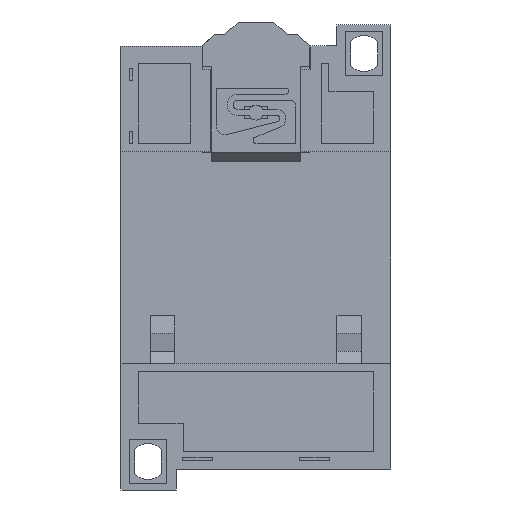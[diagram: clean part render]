
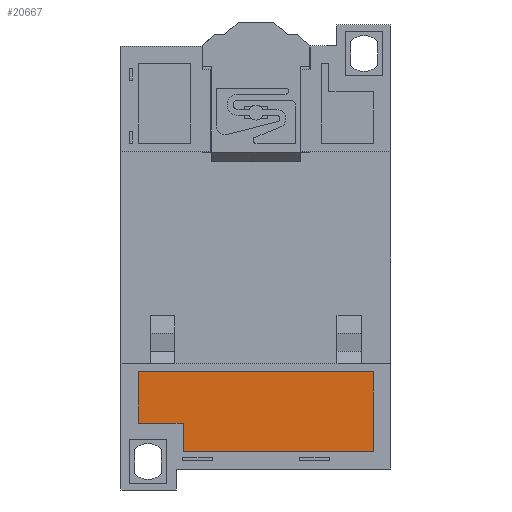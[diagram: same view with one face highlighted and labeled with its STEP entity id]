
A CAD part, front view. The second image highlights one B-rep face of the part: STEP entity #20667.
In plain terms, the highlighted planar face has unit normal (0, 1, 0).
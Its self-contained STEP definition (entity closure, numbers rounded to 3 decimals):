
#367 = ORIENTED_EDGE ( 'NONE', *, *, #8060, .F. ) ;
#613 = ORIENTED_EDGE ( 'NONE', *, *, #7578, .F. ) ;
#955 = VECTOR ( 'NONE', #19050, 1000. ) ;
#1014 = VERTEX_POINT ( 'NONE', #18522 ) ;
#2733 = CARTESIAN_POINT ( 'NONE',  ( -15.875, 3.4, -27.6 ) ) ;
#3250 = FACE_OUTER_BOUND ( 'NONE', #7586, .T. ) ;
#3711 = LINE ( 'NONE', #6338, #26310 ) ;
#3744 = AXIS2_PLACEMENT_3D ( 'NONE', #5876, #21240, #8055 ) ;
#4047 = DIRECTION ( 'NONE',  ( 0., 0., 1. ) ) ;
#4218 = LINE ( 'NONE', #12494, #15139 ) ;
#4739 = VERTEX_POINT ( 'NONE', #4773 ) ;
#4773 = CARTESIAN_POINT ( 'NONE',  ( 19.6, 3.4, -32.35 ) ) ;
#4833 = VECTOR ( 'NONE', #25749, 1000. ) ;
#4978 = CARTESIAN_POINT ( 'NONE',  ( -12.15, 3.4, -32.35 ) ) ;
#5876 = CARTESIAN_POINT ( 'NONE',  ( -19.6, 3.4, -32.35 ) ) ;
#6338 = CARTESIAN_POINT ( 'NONE',  ( 3.725, 3.4, -32.35 ) ) ;
#7248 = EDGE_CURVE ( 'NONE', #14088, #7517, #17607, .T. ) ;
#7517 = VERTEX_POINT ( 'NONE', #25458 ) ;
#7578 = EDGE_CURVE ( 'NONE', #7517, #12246, #4218, .T. ) ;
#7586 = EDGE_LOOP ( 'NONE', ( #13940, #19220, #613, #7608, #14398, #367 ) ) ;
#7608 = ORIENTED_EDGE ( 'NONE', *, *, #7248, .F. ) ;
#7797 = CARTESIAN_POINT ( 'NONE',  ( -19.6, 3.4, -19.05 ) ) ;
#8055 = DIRECTION ( 'NONE',  ( 0., 0., 1. ) ) ;
#8060 = EDGE_CURVE ( 'NONE', #1014, #13727, #16497, .T. ) ;
#8062 = CARTESIAN_POINT ( 'NONE',  ( -19.6, 3.4, -23.325 ) ) ;
#8411 = DIRECTION ( 'NONE',  ( 1., 0., 0. ) ) ;
#9359 = EDGE_CURVE ( 'NONE', #12246, #4739, #3711, .T. ) ;
#9849 = EDGE_CURVE ( 'NONE', #13727, #14088, #24253, .T. ) ;
#11299 = CARTESIAN_POINT ( 'NONE',  ( -19.6, 3.4, -27.6 ) ) ;
#11708 = VECTOR ( 'NONE', #15831, 1000. ) ;
#12246 = VERTEX_POINT ( 'NONE', #4978 ) ;
#12494 = CARTESIAN_POINT ( 'NONE',  ( -12.15, 3.4, -29.975 ) ) ;
#13616 = VECTOR ( 'NONE', #4047, 1000. ) ;
#13727 = VERTEX_POINT ( 'NONE', #7797 ) ;
#13940 = ORIENTED_EDGE ( 'NONE', *, *, #17893, .F. ) ;
#14088 = VERTEX_POINT ( 'NONE', #11299 ) ;
#14398 = ORIENTED_EDGE ( 'NONE', *, *, #9849, .F. ) ;
#14932 = CARTESIAN_POINT ( 'NONE',  ( 19.6, 3.4, -25.7 ) ) ;
#15139 = VECTOR ( 'NONE', #21396, 1000. ) ;
#15831 = DIRECTION ( 'NONE',  ( 1., 0., 0. ) ) ;
#16497 = LINE ( 'NONE', #19181, #4833 ) ;
#17607 = LINE ( 'NONE', #2733, #11708 ) ;
#17893 = EDGE_CURVE ( 'NONE', #4739, #1014, #19506, .T. ) ;
#18522 = CARTESIAN_POINT ( 'NONE',  ( 19.6, 3.4, -19.05 ) ) ;
#19046 = PLANE ( 'NONE',  #3744 ) ;
#19050 = DIRECTION ( 'NONE',  ( 0., 0., -1. ) ) ;
#19181 = CARTESIAN_POINT ( 'NONE',  ( 0., 3.4, -19.05 ) ) ;
#19220 = ORIENTED_EDGE ( 'NONE', *, *, #9359, .F. ) ;
#19506 = LINE ( 'NONE', #14932, #13616 ) ;
#20667 = ADVANCED_FACE ( 'NONE', ( #3250 ), #19046, .T. ) ;
#21240 = DIRECTION ( 'NONE',  ( 0., 1., 0. ) ) ;
#21396 = DIRECTION ( 'NONE',  ( 0., 0., -1. ) ) ;
#24253 = LINE ( 'NONE', #8062, #955 ) ;
#25458 = CARTESIAN_POINT ( 'NONE',  ( -12.15, 3.4, -27.6 ) ) ;
#25749 = DIRECTION ( 'NONE',  ( -1., 0., 0. ) ) ;
#26310 = VECTOR ( 'NONE', #8411, 1000. ) ;
